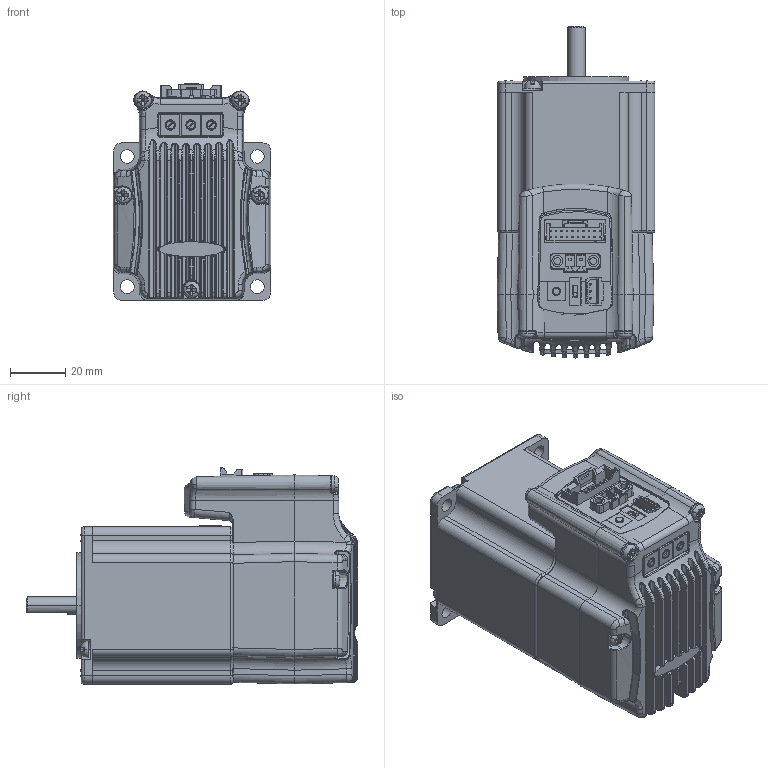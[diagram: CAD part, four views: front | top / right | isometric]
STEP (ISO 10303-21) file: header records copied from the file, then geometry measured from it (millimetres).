
FILE_DESCRIPTION(('STEP AP214'),'1');
FILE_NAME('Ezi-SERVO_ALL56M_STEP214.stp','2011-07-29T09:04:03',(' '),(' '),'Spatial InterOp 3D',' ',' ');
FILE_SCHEMA(('automotive_design'));
Length unit declared in the file: millimetre
Products named in the file (43):     F123;     F134;     F153;     F172;     F191; 파트94; 파트96; 파트115;  TRM_SRF; UPPER COVER;     MSBR; 파트69; 파트73; 파트75; 파트78; 파트79; 파트80; MAIN PCB.1; MAIN PCB.2; POWER PARTS.1; POWER PARTS.2; POWER PARTS.3; POWER PARTS.4; POWER PARTS.5; POWER PARTS.6; POWER PARTS.7; DISPLAY PCB; CONNECTOR PCB; NAME PLATE; CASE FRT; CASE RR-TYPE B; M3 MACHIN SCREW.1; M3 MACHIN SCREW.2; M3 MACHIN SCREW.3; M3 TAPPING SCREW.1; M3 TAPPING SCREW.2; 1
Bounding box: 57.22 x 120.21 x 78.43 mm (x, y, z)
Volume: 226440.5 mm3; surface area: 87087.8 mm2
Topology: 41 solids, 156 shells, 3327 faces, 8515 edges, 5426 vertices
Faces by surface type: plane 1366, cylinder 1166, bspline 388, torus 154, sphere 142, cone 82, revolution 25, extrusion 4
Entity records: 165039 total; most frequent: CARTESIAN_POINT 53347, ORIENTED_EDGE 16298, DIRECTION 15576, EDGE_CURVE 8459, AXIS2_PLACEMENT_3D 5525, VERTEX_POINT 5400, STYLED_ITEM 4627, PRESENTATION_STYLE_ASSIGNMENT 4627
